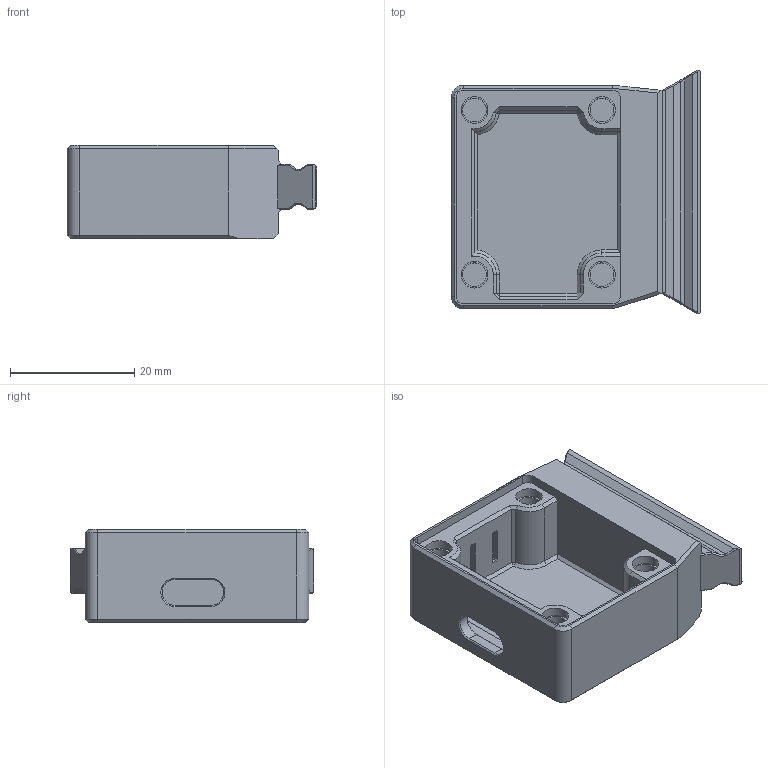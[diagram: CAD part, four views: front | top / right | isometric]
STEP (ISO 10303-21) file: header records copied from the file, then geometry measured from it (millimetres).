
FILE_DESCRIPTION(/* description */ ('STEP AP242','CAx-IF Rec.Pracs.---Representation and Presentation of Product Manufacturing Information (PMI)---4.0---2014-10-13','CAx-IF Rec.Pracs.---3D Tessellated Geometry---0.4---2014-09-14','2;1'),/* implementation_level */ '2;1');
FILE_NAME(/* name */ '669696aebcf7dc44045b0a50',/* time_stamp */ '2024-07-16T15:50:07Z',/* author */ (''),/* organization */ (''),/* preprocessor_version */ 'ST-DEVELOPER v20',/* originating_system */ ' ',/* authorisation */ ' ');
FILE_SCHEMA (('AP242_MANAGED_MODEL_BASED_3D_ENGINEERING_MIM_LF { 1 0 10303 442 1 1 4 }'));
Length unit declared in the file: metre
Products named in the file (1): Joystick Module
Bounding box: 40.15 x 39.13 x 15 mm (x, y, z)
Volume: 10310 mm3; surface area: 6888.6 mm2
Topology: 1 solids, 1 shells, 183 faces, 452 edges, 279 vertices
Faces by surface type: plane 145, cylinder 20, cone 16, bspline 2
Full cylindrical faces by diameter (mm): 3.8 x4, 4.3 x4
Entity records: 5270 total; most frequent: CARTESIAN_POINT 943, ORIENTED_EDGE 888, DIRECTION 854, EDGE_CURVE 444, LINE 378, VECTOR 378, VERTEX_POINT 279, AXIS2_PLACEMENT_3D 238
